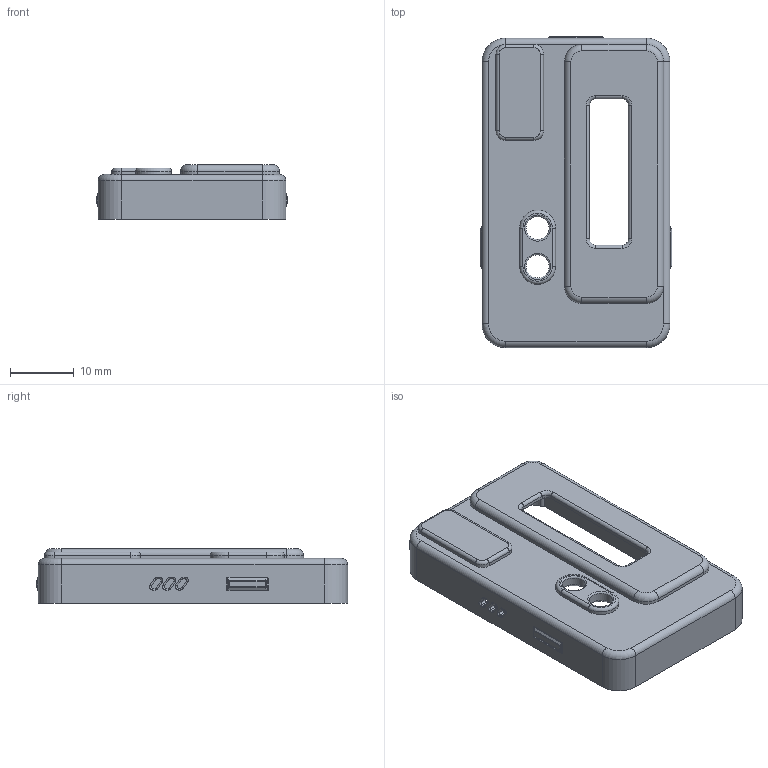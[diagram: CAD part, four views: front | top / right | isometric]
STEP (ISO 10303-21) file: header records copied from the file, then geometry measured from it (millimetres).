
FILE_DESCRIPTION(/* description */ (''),/* implementation_level */ '2;1');
FILE_NAME(/* name */ 'Robogotchi-Top-Enclosure-vBETA.stp',/* time_stamp */ '2020-11-10T19:54:57-08:00',/* author */ ('andre'),/* organization */ (''),/* preprocessor_version */ 'ST-DEVELOPER v17',/* originating_system */ 'Autodesk Inventor 2019',/* authorisation */ '');
FILE_SCHEMA (('AUTOMOTIVE_DESIGN { 1 0 10303 214 3 1 1 }'));
Length unit declared in the file: millimetre
Products named in the file (1): Robogotchiv1.3-Enclosure-Top
Bounding box: 30 x 48.7 x 8.5 mm (x, y, z)
Volume: 2921.6 mm3; surface area: 4771.2 mm2
Topology: 1 solids, 1 shells, 302 faces, 738 edges, 445 vertices
Faces by surface type: cylinder 129, plane 94, torus 41, bspline 22, sphere 12, cone 4
Full cylindrical faces by diameter (mm): 3.6 x2
Entity records: 9742 total; most frequent: CARTESIAN_POINT 2488, DIRECTION 1588, ORIENTED_EDGE 1476, EDGE_CURVE 738, AXIS2_PLACEMENT_3D 608, VERTEX_POINT 445, LINE 372, VECTOR 372
